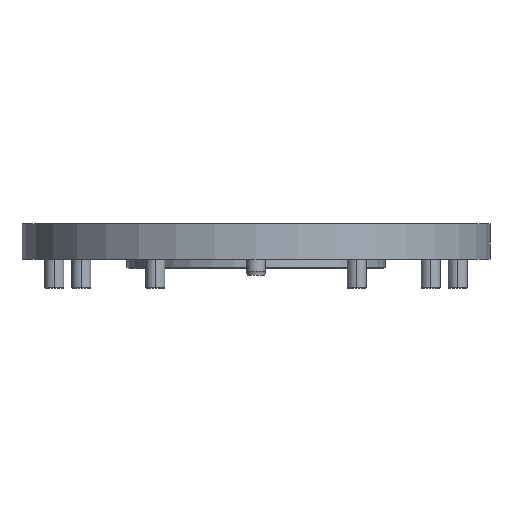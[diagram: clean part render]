
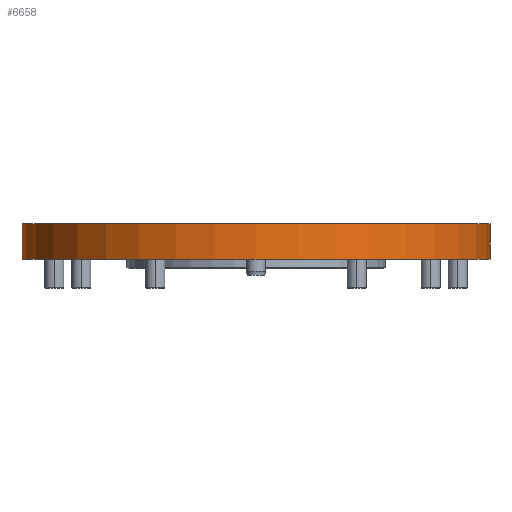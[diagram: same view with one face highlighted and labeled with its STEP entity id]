
A CAD part, front view. The second image highlights one B-rep face of the part: STEP entity #6658.
In plain terms, the highlighted cylindrical face has radius 145 mm (diameter 290 mm), a partial arc.
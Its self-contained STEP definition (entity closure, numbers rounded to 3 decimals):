
#123 = CIRCLE ( 'NONE', #1395, 145. ) ;
#601 = DIRECTION ( 'NONE',  ( 0., 0., -1. ) ) ;
#896 = CARTESIAN_POINT ( 'NONE',  ( -145., 0., 28. ) ) ;
#922 = DIRECTION ( 'NONE',  ( 0., 0., -1. ) ) ;
#1395 = AXIS2_PLACEMENT_3D ( 'NONE', #2588, #4627, #4573 ) ;
#1551 = EDGE_CURVE ( 'NONE', #6623, #1914, #123, .T. ) ;
#1687 = CYLINDRICAL_SURFACE ( 'NONE', #6735, 145. ) ;
#1746 = LINE ( 'NONE', #6855, #6213 ) ;
#1755 = ORIENTED_EDGE ( 'NONE', *, *, #2708, .T. ) ;
#1875 = ORIENTED_EDGE ( 'NONE', *, *, #1551, .F. ) ;
#1897 = AXIS2_PLACEMENT_3D ( 'NONE', #3219, #6380, #1931 ) ;
#1914 = VERTEX_POINT ( 'NONE', #3174 ) ;
#1931 = DIRECTION ( 'NONE',  ( 1., 0., 0. ) ) ;
#1950 = EDGE_CURVE ( 'NONE', #2023, #6623, #3629, .T. ) ;
#1966 = FACE_OUTER_BOUND ( 'NONE', #4412, .T. ) ;
#2023 = VERTEX_POINT ( 'NONE', #7839 ) ;
#2200 = CARTESIAN_POINT ( 'NONE',  ( 0., 0., 28. ) ) ;
#2220 = CARTESIAN_POINT ( 'NONE',  ( 145., 0., 28. ) ) ;
#2358 = ORIENTED_EDGE ( 'NONE', *, *, #3348, .F. ) ;
#2588 = CARTESIAN_POINT ( 'NONE',  ( 0., 0., 6. ) ) ;
#2708 = EDGE_CURVE ( 'NONE', #6685, #1914, #1746, .T. ) ;
#2873 = DIRECTION ( 'NONE',  ( -1., 0., 0. ) ) ;
#3174 = CARTESIAN_POINT ( 'NONE',  ( -145., 0., 6. ) ) ;
#3219 = CARTESIAN_POINT ( 'NONE',  ( 0., 0., 28. ) ) ;
#3348 = EDGE_CURVE ( 'NONE', #6685, #2023, #4437, .T. ) ;
#3629 = LINE ( 'NONE', #2220, #3647 ) ;
#3647 = VECTOR ( 'NONE', #601, 1000. ) ;
#4258 = CARTESIAN_POINT ( 'NONE',  ( 145., 0., 6. ) ) ;
#4412 = EDGE_LOOP ( 'NONE', ( #7703, #2358, #1755, #1875 ) ) ;
#4437 = CIRCLE ( 'NONE', #1897, 145. ) ;
#4573 = DIRECTION ( 'NONE',  ( -1., 0., 0. ) ) ;
#4627 = DIRECTION ( 'NONE',  ( 0., 0., -1. ) ) ;
#4825 = DIRECTION ( 'NONE',  ( 0., 0., -1. ) ) ;
#6213 = VECTOR ( 'NONE', #4825, 1000. ) ;
#6380 = DIRECTION ( 'NONE',  ( 0., 0., 1. ) ) ;
#6623 = VERTEX_POINT ( 'NONE', #4258 ) ;
#6658 = ADVANCED_FACE ( 'NONE', ( #1966 ), #1687, .T. ) ;
#6685 = VERTEX_POINT ( 'NONE', #896 ) ;
#6735 = AXIS2_PLACEMENT_3D ( 'NONE', #2200, #922, #2873 ) ;
#6855 = CARTESIAN_POINT ( 'NONE',  ( -145., 0., 28. ) ) ;
#7703 = ORIENTED_EDGE ( 'NONE', *, *, #1950, .F. ) ;
#7839 = CARTESIAN_POINT ( 'NONE',  ( 145., 0., 28. ) ) ;
